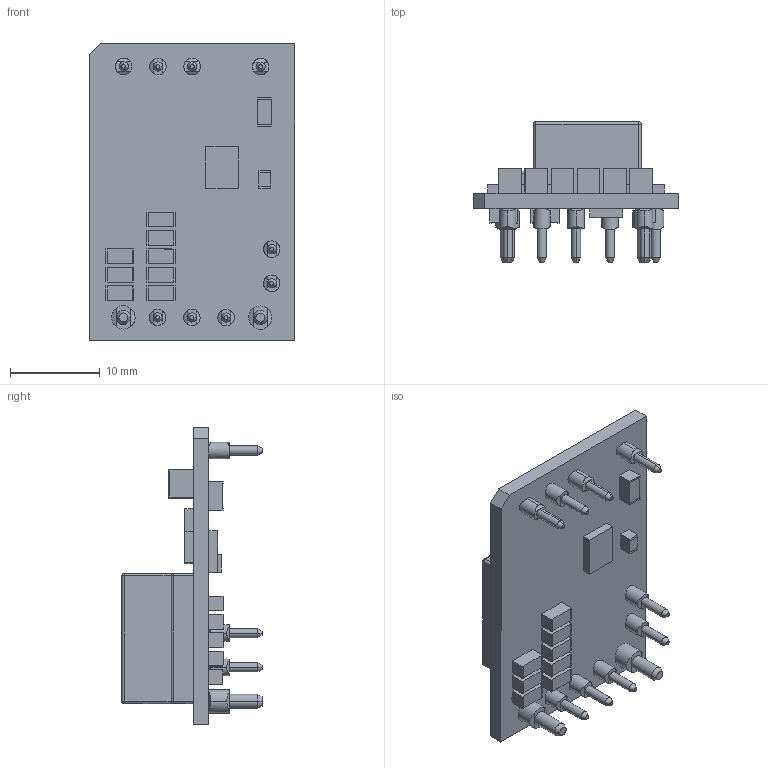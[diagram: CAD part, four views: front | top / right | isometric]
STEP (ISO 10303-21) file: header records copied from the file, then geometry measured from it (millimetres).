
FILE_DESCRIPTION((''),'2;1');
FILE_NAME('I6A_FULLFEATURE_ASM','2017-09-14T',('Robert.Terry'),(''),'CREO PARAMETRIC BY PTC INC, 2014500','CREO PARAMETRIC BY PTC INC, 2014500','');
FILE_SCHEMA(('CONFIG_CONTROL_DESIGN'));
Products named in the file (11): I6A_PCB; I6A_OUTPUT_INDUCTOR; ZP00166_01-; ZP00167_01-; I6A_LOW_SIDE_FET; I6A_HIGH_SIDE_FET; 1210_CAP_COLOR; 1206_CAP_COLOR; 0805_CAP; I6A_CONTROL_IC2; I6A_FULLFEATURE_ASM
Assembly tree (33 placements, depth 2):
  I6A_FULLFEATURE_ASM
    I6A_PCB
    I6A_OUTPUT_INDUCTOR
    ZP00166_01-  x9
    ZP00167_01-  x2
    I6A_LOW_SIDE_FET
    I6A_HIGH_SIDE_FET  x2
    1210_CAP_COLOR  x6
    1206_CAP_COLOR  x9
    0805_CAP
    I6A_CONTROL_IC2
Bounding box: 22.9 x 15.67 x 33.05 mm (x, y, z)
Volume: 3150.2 mm3; surface area: 3661.5 mm2
Topology: 33 solids, 44 shells, 612 faces, 1442 edges, 918 vertices
Faces by surface type: plane 483, cylinder 79, cone 44, sphere 6
Entity records: 4872 total; most frequent: CARTESIAN_POINT 1046, DIRECTION 762, ORIENTED_EDGE 700, EDGE_CURVE 350, VECTOR 258, LINE 258, AXIS2_PLACEMENT_3D 252, VERTEX_POINT 220
